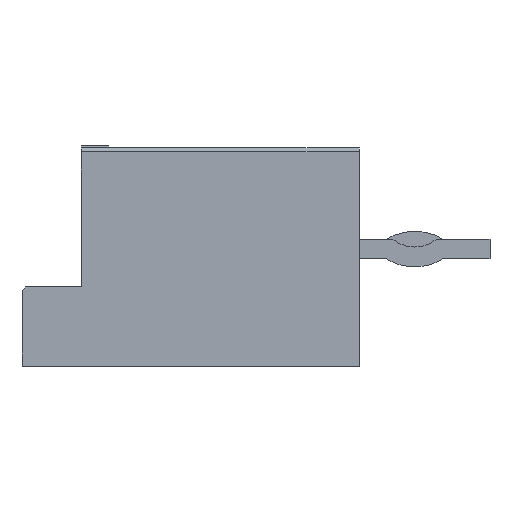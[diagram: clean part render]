
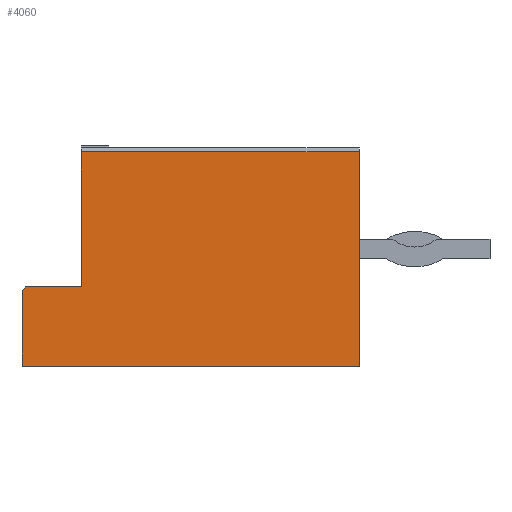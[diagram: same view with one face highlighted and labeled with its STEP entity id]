
A CAD part, left-side view. The second image highlights one B-rep face of the part: STEP entity #4060.
In plain terms, the highlighted planar face has unit normal (-1, 0, 0).
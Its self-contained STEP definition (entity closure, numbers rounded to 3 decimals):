
#103 = EDGE_CURVE ( 'NONE', #1545, #1539, #3492, .T. ) ;
#107 = EDGE_CURVE ( 'NONE', #3164, #1539, #3500, .T. ) ;
#109 = EDGE_CURVE ( 'NONE', #1543, #3342, #3513, .T. ) ;
#111 = EDGE_CURVE ( 'NONE', #1542, #1543, #3502, .T. ) ;
#113 = EDGE_CURVE ( 'NONE', #3165, #1542, #3521, .T. ) ;
#117 = EDGE_CURVE ( 'NONE', #3342, #1545, #3529, .T. ) ;
#175 = EDGE_CURVE ( 'NONE', #3164, #3165, #3645, .T. ) ;
#450 = ORIENTED_EDGE ( 'NONE', *, *, #107, .F. ) ;
#452 = ORIENTED_EDGE ( 'NONE', *, *, #103, .T. ) ;
#454 = ORIENTED_EDGE ( 'NONE', *, *, #117, .T. ) ;
#456 = ORIENTED_EDGE ( 'NONE', *, *, #109, .T. ) ;
#458 = ORIENTED_EDGE ( 'NONE', *, *, #111, .T. ) ;
#460 = ORIENTED_EDGE ( 'NONE', *, *, #113, .T. ) ;
#462 = ORIENTED_EDGE ( 'NONE', *, *, #175, .T. ) ;
#882 = EDGE_LOOP ( 'NONE', ( #462, #460, #458, #456, #454, #452, #450 ) ) ;
#1218 = CARTESIAN_POINT ( 'NONE',  ( -5.15, 4.25, -0.85 ) ) ;
#1280 = CARTESIAN_POINT ( 'NONE',  ( -5.15, 2.75, 2.75 ) ) ;
#1284 = DIRECTION ( 'NONE',  ( 0., 0., -1. ) ) ;
#1292 = DIRECTION ( 'NONE',  ( 0., 1., 0. ) ) ;
#1296 = DIRECTION ( 'NONE',  ( 0., -1., 0. ) ) ;
#1297 = CARTESIAN_POINT ( 'NONE',  ( -5.15, -4.25, -2.75 ) ) ;
#1300 = CARTESIAN_POINT ( 'NONE',  ( -5.15, 4.25, -0.75 ) ) ;
#1302 = DIRECTION ( 'NONE',  ( 0., 0.707, -0.707 ) ) ;
#1308 = CARTESIAN_POINT ( 'NONE',  ( -5.15, 4.15, -0.75 ) ) ;
#1314 = CARTESIAN_POINT ( 'NONE',  ( -5.15, 4.25, -2.75 ) ) ;
#1317 = DIRECTION ( 'NONE',  ( 0., 0., -1. ) ) ;
#1321 = DIRECTION ( 'NONE',  ( 0., 0., -1. ) ) ;
#1444 = CARTESIAN_POINT ( 'NONE',  ( -5.15, 0., -2.75 ) ) ;
#1539 = VERTEX_POINT ( 'NONE', #4992 ) ;
#1542 = VERTEX_POINT ( 'NONE', #4990 ) ;
#1543 = VERTEX_POINT ( 'NONE', #4989 ) ;
#1545 = VERTEX_POINT ( 'NONE', #4986 ) ;
#1947 = PLANE ( 'NONE',  #2368 ) ;
#1950 = CARTESIAN_POINT ( 'NONE',  ( -5.15, 4.25, -2.75 ) ) ;
#1956 = DIRECTION ( 'NONE',  ( -1., 0., 0. ) ) ;
#1957 = DIRECTION ( 'NONE',  ( 0., 0., 1. ) ) ;
#2368 = AXIS2_PLACEMENT_3D ( 'NONE', #1950, #1956, #1957 ) ;
#2720 = DIRECTION ( 'NONE',  ( 0., 1., 0. ) ) ;
#2721 = CARTESIAN_POINT ( 'NONE',  ( -5.15, 4.25, 2.65 ) ) ;
#3164 = VERTEX_POINT ( 'NONE', #4752 ) ;
#3165 = VERTEX_POINT ( 'NONE', #4756 ) ;
#3342 = VERTEX_POINT ( 'NONE', #1218 ) ;
#3492 = LINE ( 'NONE', #1444, #3501 ) ;
#3500 = LINE ( 'NONE', #1297, #3509 ) ;
#3501 = VECTOR ( 'NONE', #1296, 1000. ) ;
#3502 = LINE ( 'NONE', #1300, #3517 ) ;
#3509 = VECTOR ( 'NONE', #1321, 1000. ) ;
#3513 = LINE ( 'NONE', #1308, #3514 ) ;
#3514 = VECTOR ( 'NONE', #1302, 1000. ) ;
#3517 = VECTOR ( 'NONE', #1292, 1000. ) ;
#3521 = LINE ( 'NONE', #1280, #3522 ) ;
#3522 = VECTOR ( 'NONE', #1284, 1000. ) ;
#3529 = LINE ( 'NONE', #1314, #3530 ) ;
#3530 = VECTOR ( 'NONE', #1317, 1000. ) ;
#3645 = LINE ( 'NONE', #2721, #3646 ) ;
#3646 = VECTOR ( 'NONE', #2720, 1000. ) ;
#4060 = ADVANCED_FACE ( 'NONE', ( #4517 ), #1947, .T. ) ;
#4517 = FACE_OUTER_BOUND ( 'NONE', #882, .T. ) ;
#4752 = CARTESIAN_POINT ( 'NONE',  ( -5.15, -4.25, 2.65 ) ) ;
#4756 = CARTESIAN_POINT ( 'NONE',  ( -5.15, 2.75, 2.65 ) ) ;
#4986 = CARTESIAN_POINT ( 'NONE',  ( -5.15, 4.25, -2.75 ) ) ;
#4989 = CARTESIAN_POINT ( 'NONE',  ( -5.15, 4.15, -0.75 ) ) ;
#4990 = CARTESIAN_POINT ( 'NONE',  ( -5.15, 2.75, -0.75 ) ) ;
#4992 = CARTESIAN_POINT ( 'NONE',  ( -5.15, -4.25, -2.75 ) ) ;
